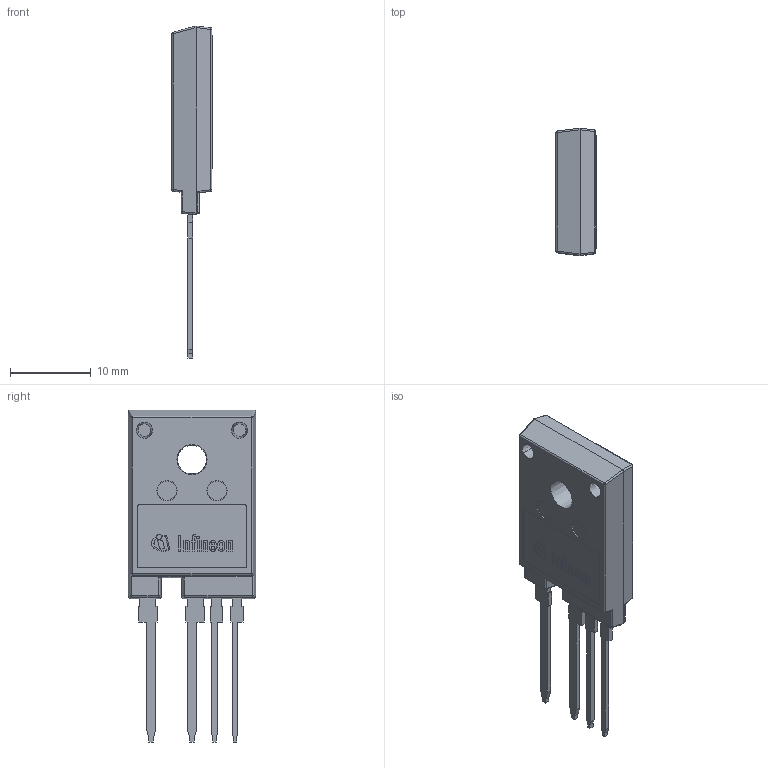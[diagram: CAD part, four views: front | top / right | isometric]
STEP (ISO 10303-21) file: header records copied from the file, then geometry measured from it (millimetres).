
FILE_DESCRIPTION(/* description */ (''),/* implementation_level */ '2;1');
FILE_NAME(/* name */ 'PG-TO247-4-17_Z8B00251560_V01_3D.stp',/* time_stamp */ '2024-02-14T15:43:11+05:30',/* author */ ('Subramani'),/* organization */ (''),/* preprocessor_version */ 'ST-DEVELOPER v19.2',/* originating_system */ 'AutoCAD Mechanical',/* authorisation */ '');
FILE_SCHEMA (('AUTOMOTIVE_DESIGN { 1 0 10303 214 3 1 1 }'));
Length unit declared in the file: millimetre
Products named in the file (1): Product
Bounding box: 5 x 15.8 x 41.2 mm (x, y, z)
Volume: 1619.4 mm3; surface area: 1737.7 mm2
Topology: 18 solids, 18 shells, 308 faces, 741 edges, 474 vertices
Faces by surface type: plane 210, cylinder 53, bspline 26, sphere 16, torus 2, cone 1
Full cylindrical faces by diameter (mm): 0.32 x1, 0.658 x1, 2.5 x2, 7.4 x1
Entity records: 9281 total; most frequent: CARTESIAN_POINT 2129, ORIENTED_EDGE 1482, DIRECTION 1385, EDGE_CURVE 741, LINE 575, VECTOR 575, VERTEX_POINT 474, AXIS2_PLACEMENT_3D 405
